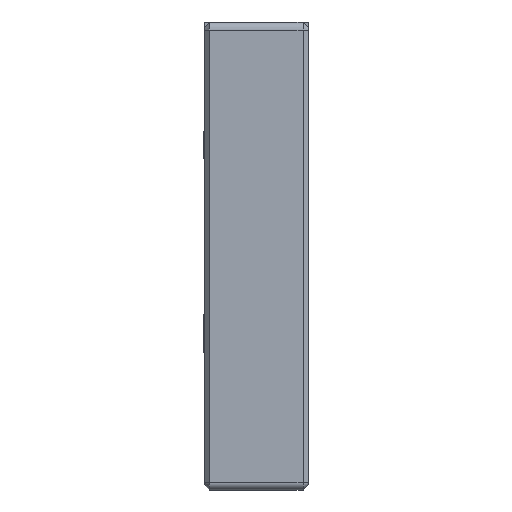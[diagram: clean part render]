
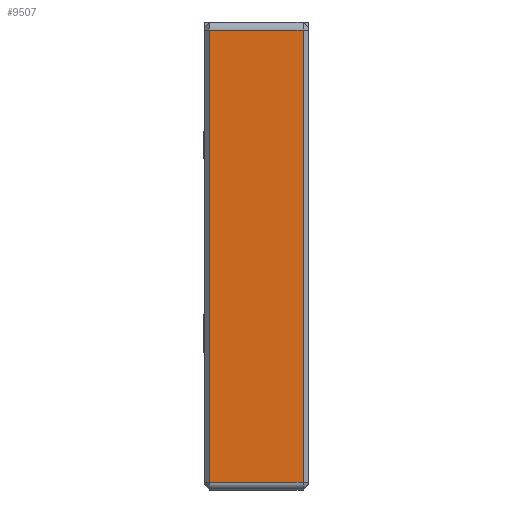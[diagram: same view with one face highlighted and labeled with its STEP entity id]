
A CAD part, left-side view. The second image highlights one B-rep face of the part: STEP entity #9507.
In plain terms, the highlighted planar face has unit normal (-1, 0, 0).
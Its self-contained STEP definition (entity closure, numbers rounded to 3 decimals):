
#302 = DIRECTION ( 'NONE',  ( 0., 1., 0. ) ) ;
#578 = LINE ( 'NONE', #675, #16448 ) ;
#675 = CARTESIAN_POINT ( 'NONE',  ( -9., 3.8, -8.7 ) ) ;
#1008 = CARTESIAN_POINT ( 'NONE',  ( -9., 3.8, 8.7 ) ) ;
#1190 = EDGE_CURVE ( 'NONE', #8522, #5006, #15083, .T. ) ;
#1297 = VECTOR ( 'NONE', #302, 1000. ) ;
#2377 = LINE ( 'NONE', #16099, #5029 ) ;
#2546 = CARTESIAN_POINT ( 'NONE',  ( -9., 0.2, 9. ) ) ;
#2689 = ORIENTED_EDGE ( 'NONE', *, *, #9901, .T. ) ;
#3669 = LINE ( 'NONE', #8245, #1297 ) ;
#3902 = DIRECTION ( 'NONE',  ( 0., 0., -1. ) ) ;
#4104 = ORIENTED_EDGE ( 'NONE', *, *, #8530, .T. ) ;
#4248 = ORIENTED_EDGE ( 'NONE', *, *, #16288, .T. ) ;
#5006 = VERTEX_POINT ( 'NONE', #11481 ) ;
#5029 = VECTOR ( 'NONE', #5737, 1000. ) ;
#5121 = VECTOR ( 'NONE', #14985, 1000. ) ;
#5737 = DIRECTION ( 'NONE',  ( 0., -1., 0. ) ) ;
#7259 = CARTESIAN_POINT ( 'NONE',  ( -9., 3.8, -8.7 ) ) ;
#7370 = FACE_OUTER_BOUND ( 'NONE', #17194, .T. ) ;
#8245 = CARTESIAN_POINT ( 'NONE',  ( -9., 4., 8.7 ) ) ;
#8522 = VERTEX_POINT ( 'NONE', #14499 ) ;
#8530 = EDGE_CURVE ( 'NONE', #12491, #8522, #2377, .T. ) ;
#9507 = ADVANCED_FACE ( 'NONE', ( #7370 ), #19200, .F. ) ;
#9901 = EDGE_CURVE ( 'NONE', #5006, #14826, #3669, .T. ) ;
#11481 = CARTESIAN_POINT ( 'NONE',  ( -9., 0.2, 8.7 ) ) ;
#12491 = VERTEX_POINT ( 'NONE', #7259 ) ;
#14499 = CARTESIAN_POINT ( 'NONE',  ( -9., 0.2, -8.7 ) ) ;
#14826 = VERTEX_POINT ( 'NONE', #1008 ) ;
#14833 = CARTESIAN_POINT ( 'NONE',  ( -9., 4., 9. ) ) ;
#14985 = DIRECTION ( 'NONE',  ( 0., 0., 1. ) ) ;
#15083 = LINE ( 'NONE', #2546, #5121 ) ;
#15581 = AXIS2_PLACEMENT_3D ( 'NONE', #14833, #17517, #3902 ) ;
#16099 = CARTESIAN_POINT ( 'NONE',  ( -9., 4., -8.7 ) ) ;
#16288 = EDGE_CURVE ( 'NONE', #14826, #12491, #578, .T. ) ;
#16345 = ORIENTED_EDGE ( 'NONE', *, *, #1190, .T. ) ;
#16448 = VECTOR ( 'NONE', #18760, 1000. ) ;
#17194 = EDGE_LOOP ( 'NONE', ( #4104, #16345, #2689, #4248 ) ) ;
#17517 = DIRECTION ( 'NONE',  ( 1., 0., 0. ) ) ;
#18760 = DIRECTION ( 'NONE',  ( 0., 0., -1. ) ) ;
#19200 = PLANE ( 'NONE',  #15581 ) ;
